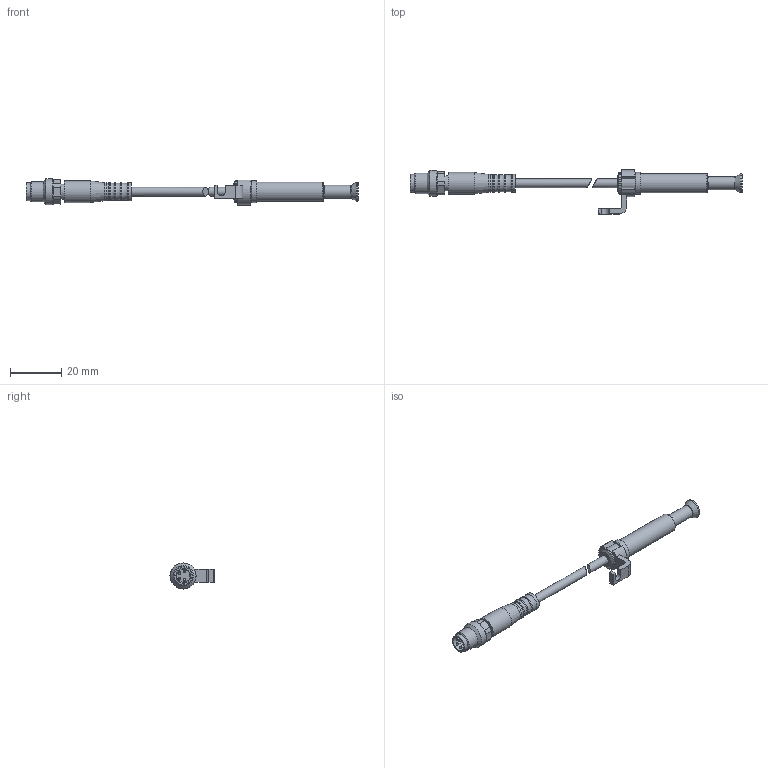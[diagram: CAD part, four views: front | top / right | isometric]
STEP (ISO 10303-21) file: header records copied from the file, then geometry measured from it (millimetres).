
FILE_DESCRIPTION(/* description */ ('STEP AP214'),/* implementation_level */ '2;1');
FILE_NAME(/* name */ '189042_SMH-S1-HGPP20_25',/* time_stamp */ '2024-09-15T08:23:11+02:00',/* author */ ('License CC BY-ND 4.0'),/* organization */ ('CADENAS'),/* preprocessor_version */ 'ST-DEVELOPER v19.3',/* originating_system */ 'PARTsolutions',/* authorisation */ ' ');
FILE_SCHEMA (('AUTOMOTIVE_DESIGN {1 0 10303 214 3 1 1}'));
Length unit declared in the file: millimetre
Products named in the file (3): 189042 SMH-S1-HGPP20/25---(high); 189042 SMH-S1-HGPP20/25---(high_p); 384552 SMH-S1-0.5-M8D---(high)
Assembly tree (2 placements, depth 2):
  189042 SMH-S1-HGPP20/25---(high)
    189042 SMH-S1-HGPP20/25---(high_p)
    384552 SMH-S1-0.5-M8D---(high)
Bounding box: 129.7 x 17.2 x 10.2 mm (x, y, z)
Volume: 4456.7 mm3; surface area: 3334.7 mm2
Topology: 2 solids, 2 shells, 103 faces, 224 edges, 135 vertices
Faces by surface type: plane 39, cylinder 34, torus 21, cone 5, sphere 4
Full cylindrical faces by diameter (mm): 1 x4, 3.4 x2, 5 x1, 5.775 x1, 5.9 x1, 6.9 x1, 7 x5, 7.2 x1, 7.45 x2, 8 x1, 8.5 x3, 10 x1
Entity records: 2906 total; most frequent: DIRECTION 465, CARTESIAN_POINT 385, ORIENTED_EDGE 314, AXIS2_PLACEMENT_3D 202, EDGE_LOOP 167, FACE_BOUND 167, EDGE_CURVE 157, VERTEX_POINT 122
